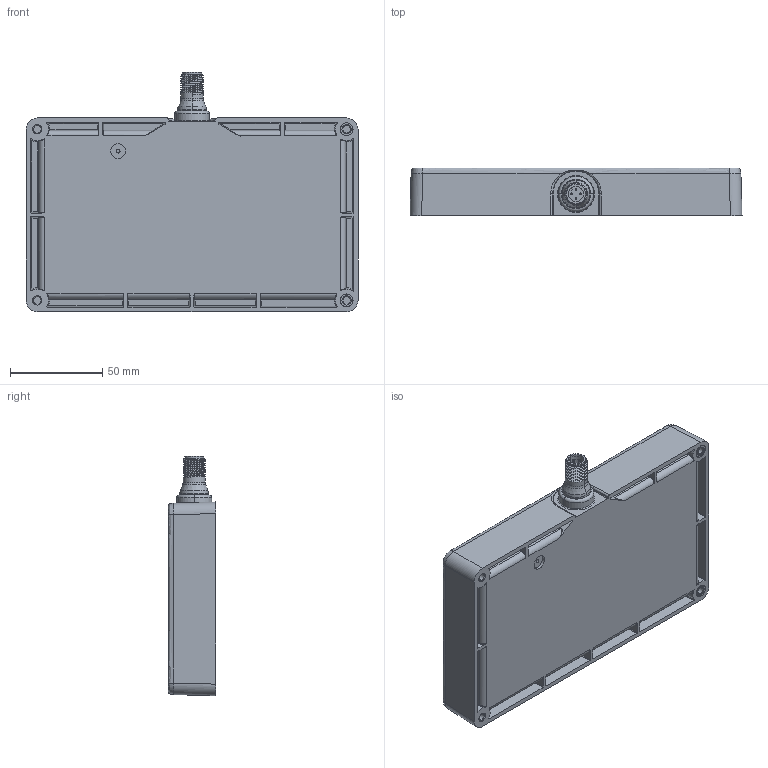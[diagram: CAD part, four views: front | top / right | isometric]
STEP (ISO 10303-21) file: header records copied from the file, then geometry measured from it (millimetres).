
FILE_DESCRIPTION((''),'2;1');
FILE_NAME('155584_SW','2011-01-13T',('banengservice'),('BANNER ENGINEERING'),'PRO/ENGINEER BY PARAMETRIC TECHNOLOGY CORPORATION, 2009141','PRO/ENGINEER BY PARAMETRIC TECHNOLOGY CORPORATION, 2009141','');
FILE_SCHEMA(('CONFIG_CONTROL_DESIGN'));
Length unit declared in the file: inch
Products named in the file (1): 155584_SW
Bounding box: 180.1 x 25.76 x 129.91 mm (x, y, z)
Volume: 168814.8 mm3; surface area: 121476.6 mm2
Topology: 1 solids, 1 shells, 740 faces, 1726 edges, 1048 vertices
Faces by surface type: cylinder 243, plane 190, bspline 145, cone 100, sphere 35, torus 27
Entity records: 36487 total; most frequent: CARTESIAN_POINT 20577, ORIENTED_EDGE 3452, DIRECTION 3082, EDGE_CURVE 1726, AXIS2_PLACEMENT_3D 1217, VERTEX_POINT 1048, EDGE_LOOP 806, FACE_OUTER_BOUND 740
